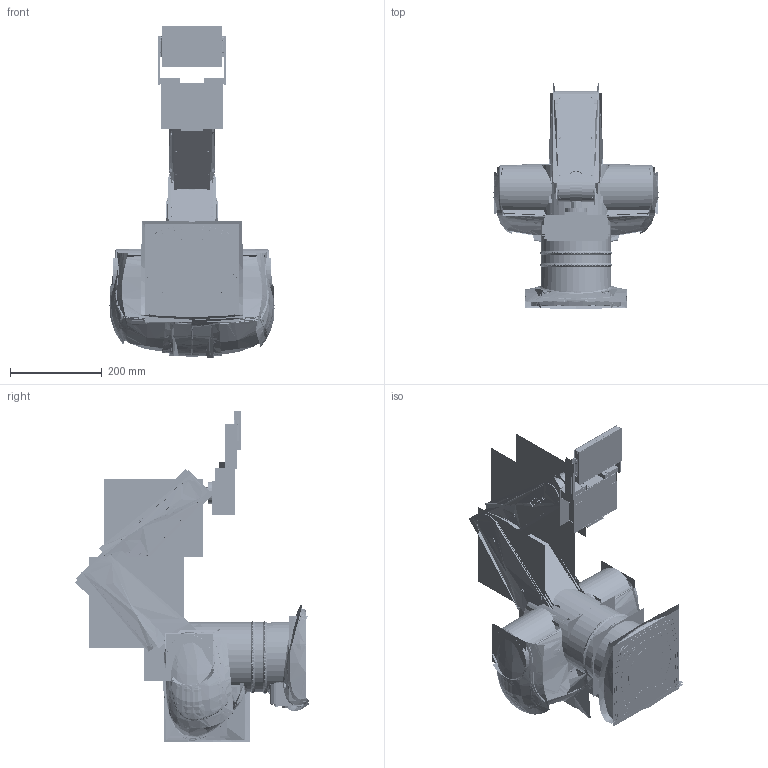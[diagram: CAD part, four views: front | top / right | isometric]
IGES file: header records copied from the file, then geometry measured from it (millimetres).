
Start section:  PTC IGES file: s-rsa-14-303-shell_asm.igs
Global section: file name: s-rsa-14-303-shell_asm.igs; native system: Pro/ENGINEER by Parametric Technology Corporation; preprocessor: 2000420; author: TIH; organization: Unknown; date: 010201.140736; units: inch
Bounding box: 360.3 x 511.12 x 724.78 mm (x, y, z)
Surface area: 6891374.2 mm2 (no closed solid volume)
Topology: 0 solids, 0 shells, 11157 faces, 120091 edges, 141657 vertices
Faces by surface type: revolution 6365, bspline 4792
